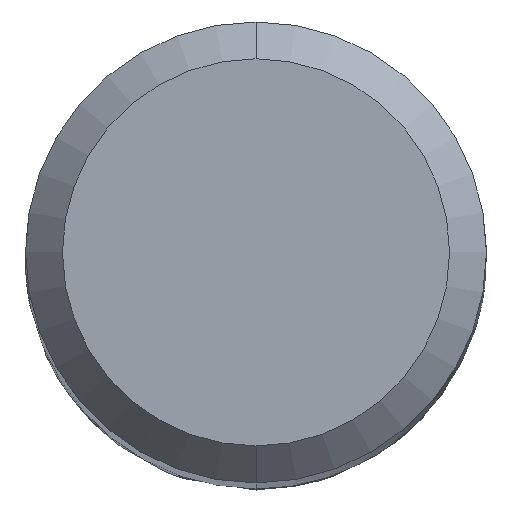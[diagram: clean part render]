
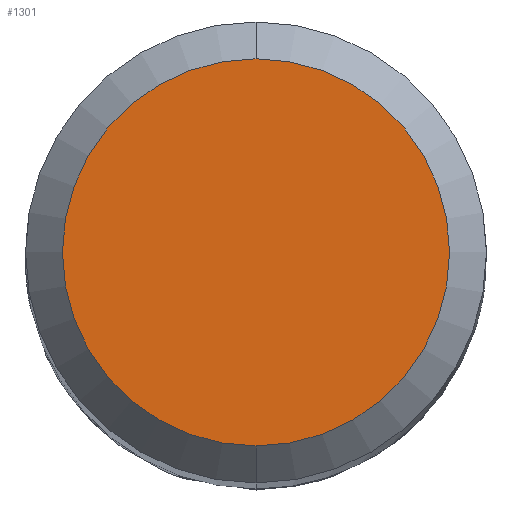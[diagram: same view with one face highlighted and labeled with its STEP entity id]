
A CAD part, top view. The second image highlights one B-rep face of the part: STEP entity #1301.
In plain terms, the highlighted planar face has unit normal (0, 0, 1).
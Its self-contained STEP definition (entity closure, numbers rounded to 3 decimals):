
#475=EDGE_CURVE('',#1123,#1071,#1374,.T.);
#747=EDGE_CURVE('',#1071,#1123,#1674,.T.);
#1071=VERTEX_POINT('',#2026);
#1123=VERTEX_POINT('',#2082);
#1301=ADVANCED_FACE('',(#2277),#2278,.T.);
#1374=CIRCLE('',#2348,2.1);
#1674=CIRCLE('',#3522,2.1);
#2026=CARTESIAN_POINT('',(0.0,2.1,0.0));
#2082=CARTESIAN_POINT('',(0.,-2.1,0.0));
#2277=FACE_OUTER_BOUND('',#6775,.T.);
#2278=PLANE('',#6776);
#2348=AXIS2_PLACEMENT_3D('',#7062,#7063,#7064);
#3522=AXIS2_PLACEMENT_3D('',#7444,#7445,#7446);
#6775=EDGE_LOOP('',(#8089,#8090));
#6776=AXIS2_PLACEMENT_3D('',#8091,#8092,#8093);
#7062=CARTESIAN_POINT('',(0.0,0.0,0.0));
#7063=DIRECTION('',(0.0,0.0,-1.0));
#7064=DIRECTION('',(0.0,1.0,0.0));
#7444=CARTESIAN_POINT('',(0.0,0.0,0.0));
#7445=DIRECTION('',(0.0,0.0,-1.0));
#7446=DIRECTION('',(0.0,1.0,0.0));
#8089=ORIENTED_EDGE('',*,*,#747,.F.);
#8090=ORIENTED_EDGE('',*,*,#475,.F.);
#8091=CARTESIAN_POINT('',(0.0,1.05,0.0));
#8092=DIRECTION('',(-0.0,0.0,1.0));
#8093=DIRECTION('',(0.0,-1.0,0.0));
